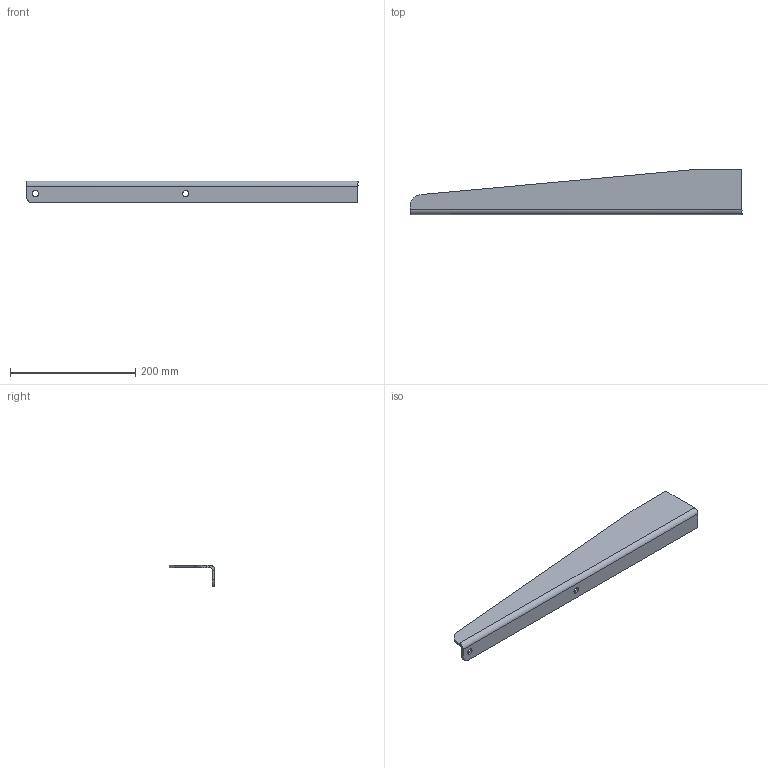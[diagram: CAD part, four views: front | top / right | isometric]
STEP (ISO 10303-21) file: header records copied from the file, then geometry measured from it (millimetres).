
FILE_DESCRIPTION (( 'STEP AP203' ), '1' );
FILE_NAME ('Aynalamasu tanki ayaði.IGS_Default_sldprt.STEP', '2023-01-17T08:09:56', ( '' ), ( '' ), 'SwSTEP 2.0', 'SolidWorks 2019', '' );
FILE_SCHEMA (( 'CONFIG_CONTROL_DESIGN' ));
Length unit declared in the file: millimetre
Products named in the file (1): Aynalamasu tanki ayaði.IGS_Default_sldprt
Bounding box: 529.93 x 72.35 x 35 mm (x, y, z)
Volume: 174242 mm3; surface area: 92209.9 mm2
Topology: 1 solids, 1 shells, 21 faces, 49 edges, 30 vertices
Faces by surface type: bspline 21
Entity records: 760 total; most frequent: CARTESIAN_POINT 376, ORIENTED_EDGE 98, EDGE_CURVE 49, B_SPLINE_CURVE_WITH_KNOTS 39, VERTEX_POINT 30, EDGE_LOOP 25, ADVANCED_FACE 21, FACE_OUTER_BOUND 21
